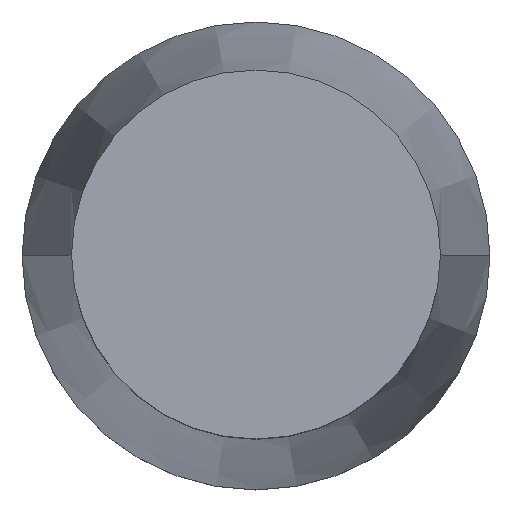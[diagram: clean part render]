
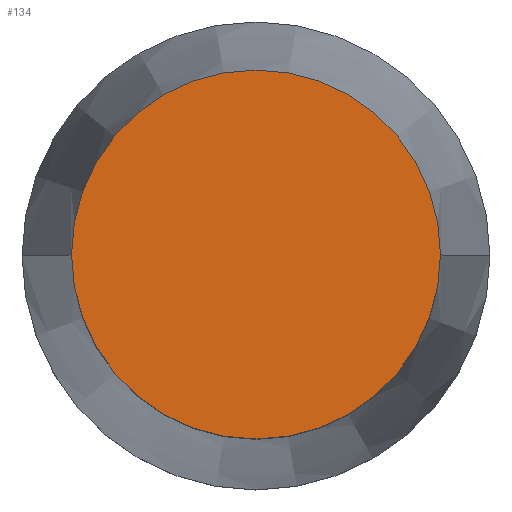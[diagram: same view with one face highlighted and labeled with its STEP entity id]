
A CAD part, top view. The second image highlights one B-rep face of the part: STEP entity #134.
In plain terms, the highlighted planar face has unit normal (0, 0, 1).
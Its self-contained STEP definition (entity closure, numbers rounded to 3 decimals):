
#9 = EDGE_CURVE ( 'NONE', #562, #204, #105, .T. ) ;
#17 = EDGE_CURVE ( 'NONE', #204, #562, #584, .T. ) ;
#105 = CIRCLE ( 'NONE', #469, 10.25 ) ;
#130 = CARTESIAN_POINT ( 'NONE',  ( 0., 0., 0. ) ) ;
#134 = ADVANCED_FACE ( 'NONE', ( #602 ), #425, .F. ) ;
#184 = EDGE_LOOP ( 'NONE', ( #572, #257 ) ) ;
#204 = VERTEX_POINT ( 'NONE', #479 ) ;
#223 = CARTESIAN_POINT ( 'NONE',  ( 0., 0., 0. ) ) ;
#245 = DIRECTION ( 'NONE',  ( 1., 0., 0. ) ) ;
#257 = ORIENTED_EDGE ( 'NONE', *, *, #17, .T. ) ;
#371 = DIRECTION ( 'NONE',  ( -1., 0., 0. ) ) ;
#374 = CARTESIAN_POINT ( 'NONE',  ( 0., 0., 0. ) ) ;
#425 = PLANE ( 'NONE',  #512 ) ;
#469 = AXIS2_PLACEMENT_3D ( 'NONE', #223, #565, #727 ) ;
#479 = CARTESIAN_POINT ( 'NONE',  ( -10.25, 0., 0. ) ) ;
#508 = AXIS2_PLACEMENT_3D ( 'NONE', #130, #552, #245 ) ;
#512 = AXIS2_PLACEMENT_3D ( 'NONE', #374, #702, #371 ) ;
#552 = DIRECTION ( 'NONE',  ( 0., 0., 1. ) ) ;
#562 = VERTEX_POINT ( 'NONE', #714 ) ;
#565 = DIRECTION ( 'NONE',  ( 0., 0., 1. ) ) ;
#572 = ORIENTED_EDGE ( 'NONE', *, *, #9, .T. ) ;
#584 = CIRCLE ( 'NONE', #508, 10.25 ) ;
#602 = FACE_OUTER_BOUND ( 'NONE', #184, .T. ) ;
#702 = DIRECTION ( 'NONE',  ( 0., 0., -1. ) ) ;
#714 = CARTESIAN_POINT ( 'NONE',  ( 10.25, 0., 0. ) ) ;
#727 = DIRECTION ( 'NONE',  ( 1., 0., 0. ) ) ;
